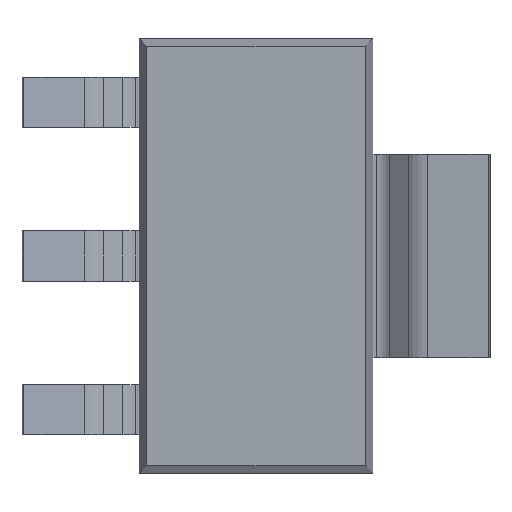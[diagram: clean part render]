
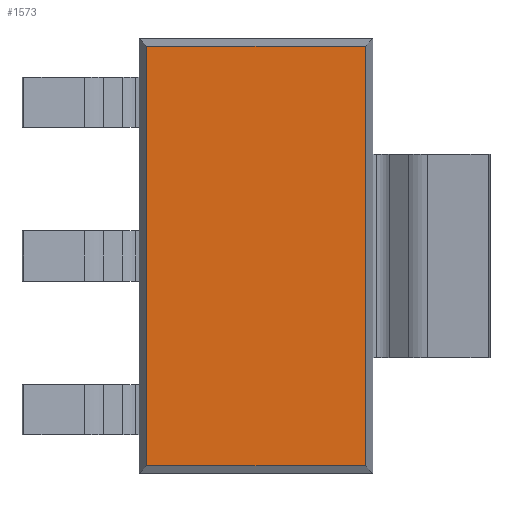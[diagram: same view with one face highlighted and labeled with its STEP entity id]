
A CAD part, front view. The second image highlights one B-rep face of the part: STEP entity #1573.
In plain terms, the highlighted planar face has unit normal (0, -1, 0).
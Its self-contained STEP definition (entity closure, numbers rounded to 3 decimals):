
#16 = VECTOR ( 'NONE', #1819, 1000. ) ;
#21 = DIRECTION ( 'NONE',  ( 0., 1., 0. ) ) ;
#57 = CARTESIAN_POINT ( 'NONE',  ( -1.638, 0.061, 3.25 ) ) ;
#159 = ORIENTED_EDGE ( 'NONE', *, *, #712, .F. ) ;
#180 = CARTESIAN_POINT ( 'NONE',  ( -1.638, 0.061, 3.138 ) ) ;
#327 = FACE_OUTER_BOUND ( 'NONE', #1548, .T. ) ;
#517 = VERTEX_POINT ( 'NONE', #180 ) ;
#530 = CARTESIAN_POINT ( 'NONE',  ( -1.75, 0.061, -3.138 ) ) ;
#570 = LINE ( 'NONE', #530, #717 ) ;
#594 = CARTESIAN_POINT ( 'NONE',  ( 1.638, 0.061, 3.25 ) ) ;
#642 = ORIENTED_EDGE ( 'NONE', *, *, #1331, .F. ) ;
#648 = PLANE ( 'NONE',  #1179 ) ;
#712 = EDGE_CURVE ( 'NONE', #862, #1183, #1036, .T. ) ;
#716 = CARTESIAN_POINT ( 'NONE',  ( -1.75, 0.061, 3.138 ) ) ;
#717 = VECTOR ( 'NONE', #1345, 1000. ) ;
#733 = ORIENTED_EDGE ( 'NONE', *, *, #1710, .T. ) ;
#862 = VERTEX_POINT ( 'NONE', #1862 ) ;
#892 = DIRECTION ( 'NONE',  ( 1., 0., 0. ) ) ;
#911 = VECTOR ( 'NONE', #892, 1000. ) ;
#1036 = LINE ( 'NONE', #594, #16 ) ;
#1107 = DIRECTION ( 'NONE',  ( 0., 0., -1. ) ) ;
#1179 = AXIS2_PLACEMENT_3D ( 'NONE', #1453, #21, #1432 ) ;
#1183 = VERTEX_POINT ( 'NONE', #1932 ) ;
#1331 = EDGE_CURVE ( 'NONE', #517, #862, #1639, .T. ) ;
#1345 = DIRECTION ( 'NONE',  ( 1., 0., 0. ) ) ;
#1432 = DIRECTION ( 'NONE',  ( 0., 0., 1. ) ) ;
#1453 = CARTESIAN_POINT ( 'NONE',  ( 1.638, 0.061, 3.25 ) ) ;
#1461 = LINE ( 'NONE', #57, #1500 ) ;
#1500 = VECTOR ( 'NONE', #1107, 1000. ) ;
#1548 = EDGE_LOOP ( 'NONE', ( #733, #1937, #159, #642 ) ) ;
#1573 = ADVANCED_FACE ( 'NONE', ( #327 ), #648, .F. ) ;
#1639 = LINE ( 'NONE', #716, #911 ) ;
#1689 = CARTESIAN_POINT ( 'NONE',  ( -1.638, 0.061, -3.138 ) ) ;
#1710 = EDGE_CURVE ( 'NONE', #517, #1926, #1461, .T. ) ;
#1819 = DIRECTION ( 'NONE',  ( 0., 0., -1. ) ) ;
#1851 = EDGE_CURVE ( 'NONE', #1926, #1183, #570, .T. ) ;
#1862 = CARTESIAN_POINT ( 'NONE',  ( 1.638, 0.061, 3.138 ) ) ;
#1926 = VERTEX_POINT ( 'NONE', #1689 ) ;
#1932 = CARTESIAN_POINT ( 'NONE',  ( 1.638, 0.061, -3.138 ) ) ;
#1937 = ORIENTED_EDGE ( 'NONE', *, *, #1851, .T. ) ;
